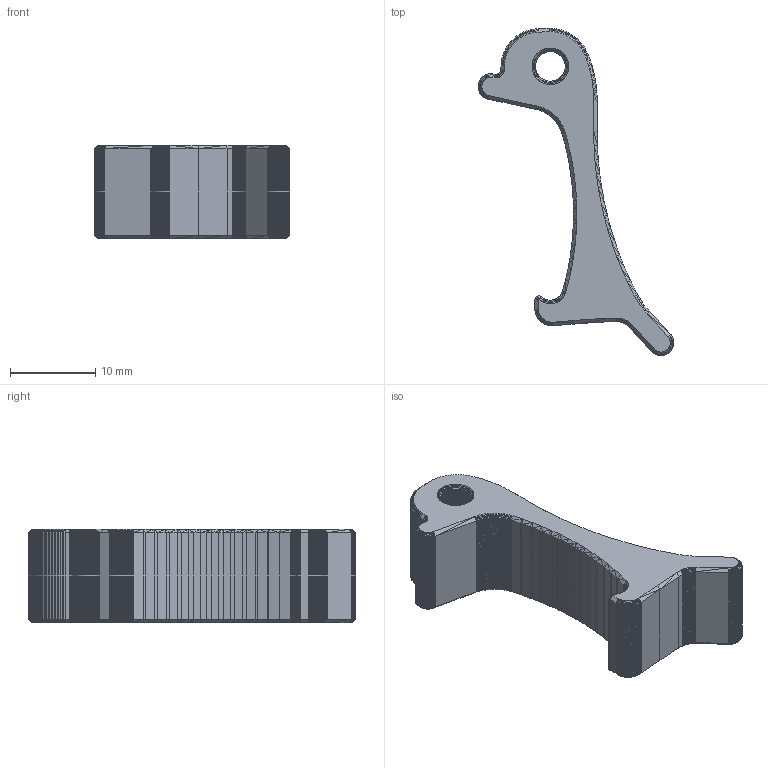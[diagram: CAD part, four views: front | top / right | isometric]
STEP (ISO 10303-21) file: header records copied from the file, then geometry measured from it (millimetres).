
FILE_DESCRIPTION(('FreeCAD Model'),'2;1');
FILE_NAME('./VORON_Pocketwatch/STLs/[a]_Latch_x1.step', '2020-04-30T22:40:57',('FreeCAD'),('FreeCAD'), 'Open CASCADE STEP processor 7.3','FreeCAD','Unknown');
FILE_SCHEMA(('AUTOMOTIVE_DESIGN { 1 0 10303 214 1 1 1 1 }'));
Products named in the file (1): Open CASCADE STEP translator 7.3 1
Bounding box: 22.98 x 38.46 x 11 mm (x, y, z)
Surface area: 1783 mm2 (no closed solid volume)
Topology: 0 solids, 1 shells, 3649 faces, 6503 edges, 2856 vertices
Faces by surface type: plane 3649
Entity records: 80447 total; most frequent: DIRECTION 13803, CARTESIAN_POINT 13009, ORIENTED_EDGE 13006, EDGE_CURVE 6503, LINE 6503, VECTOR 6503, FACE_BOUND 3651, EDGE_LOOP 3651
